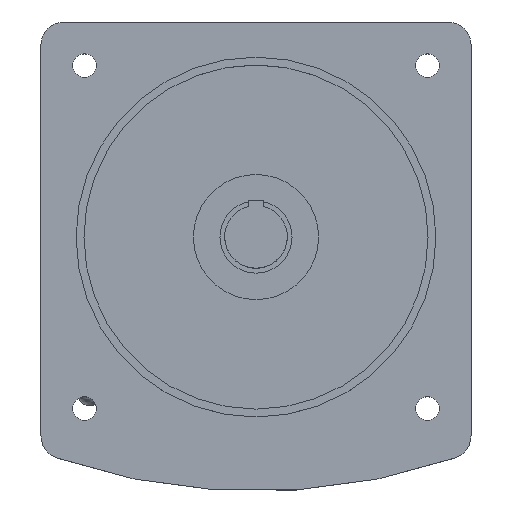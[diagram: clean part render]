
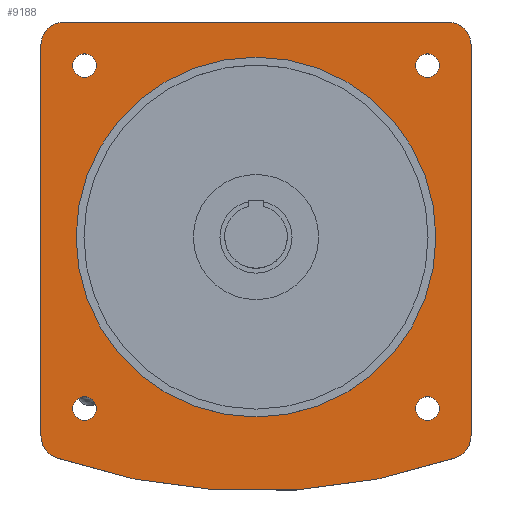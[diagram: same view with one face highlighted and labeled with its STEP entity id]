
A CAD part, top view. The second image highlights one B-rep face of the part: STEP entity #9188.
In plain terms, the highlighted planar face has unit normal (0, 0, 1).
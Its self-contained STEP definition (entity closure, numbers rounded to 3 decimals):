
#32=PLANE($,#9840);
#592=LINE($,#13500,#1680);
#593=LINE($,#13504,#1681);
#594=LINE($,#13508,#1682);
#1680=VECTOR($,#10813,249.464);
#1681=VECTOR($,#10816,245.);
#1682=VECTOR($,#10819,249.464);
#2716=FACE_BOUND($,#3390,.T.);
#2717=FACE_BOUND($,#3391,.T.);
#2718=FACE_BOUND($,#3392,.T.);
#2719=FACE_BOUND($,#3393,.T.);
#2720=FACE_BOUND($,#3394,.T.);
#2827=FACE_OUTER_BOUND($,#3389,.T.);
#3389=EDGE_LOOP($,(#6649,#6650,#6651,#6652,#6653,#6654,#6655,#6656));
#3390=EDGE_LOOP($,(#6657));
#3391=EDGE_LOOP($,(#6658));
#3392=EDGE_LOOP($,(#6659));
#3393=EDGE_LOOP($,(#6660));
#3394=EDGE_LOOP($,(#6661));
#4010=CIRCLE($,#9737,7.5);
#4012=CIRCLE($,#9740,7.5);
#4014=CIRCLE($,#9743,7.5);
#4016=CIRCLE($,#9746,7.5);
#4020=CIRCLE($,#9752,115.);
#4099=CIRCLE($,#9841,15.);
#4100=CIRCLE($,#9842,15.);
#4101=CIRCLE($,#9843,15.);
#4102=CIRCLE($,#9844,390.625);
#4103=CIRCLE($,#9845,15.);
#4245=VERTEX_POINT($,#13176);
#4247=VERTEX_POINT($,#13181);
#4249=VERTEX_POINT($,#13186);
#4251=VERTEX_POINT($,#13191);
#4255=VERTEX_POINT($,#13201);
#4395=VERTEX_POINT($,#13498);
#4396=VERTEX_POINT($,#13499);
#4397=VERTEX_POINT($,#13501);
#4398=VERTEX_POINT($,#13503);
#4399=VERTEX_POINT($,#13505);
#4400=VERTEX_POINT($,#13507);
#4401=VERTEX_POINT($,#13509);
#4402=VERTEX_POINT($,#13511);
#5143=EDGE_CURVE($,#4245,#4245,#4010,.T.);
#5145=EDGE_CURVE($,#4247,#4247,#4012,.T.);
#5147=EDGE_CURVE($,#4249,#4249,#4014,.T.);
#5149=EDGE_CURVE($,#4251,#4251,#4016,.T.);
#5153=EDGE_CURVE($,#4255,#4255,#4020,.T.);
#5300=EDGE_CURVE($,#4395,#4396,#592,.T.);
#5301=EDGE_CURVE($,#4396,#4397,#4099,.T.);
#5302=EDGE_CURVE($,#4397,#4398,#593,.T.);
#5303=EDGE_CURVE($,#4398,#4399,#4100,.T.);
#5304=EDGE_CURVE($,#4399,#4400,#594,.T.);
#5305=EDGE_CURVE($,#4400,#4401,#4101,.T.);
#5306=EDGE_CURVE($,#4401,#4402,#4102,.T.);
#5307=EDGE_CURVE($,#4402,#4395,#4103,.T.);
#6649=ORIENTED_EDGE($,*,*,#5300,.T.);
#6650=ORIENTED_EDGE($,*,*,#5301,.T.);
#6651=ORIENTED_EDGE($,*,*,#5302,.T.);
#6652=ORIENTED_EDGE($,*,*,#5303,.T.);
#6653=ORIENTED_EDGE($,*,*,#5304,.T.);
#6654=ORIENTED_EDGE($,*,*,#5305,.T.);
#6655=ORIENTED_EDGE($,*,*,#5306,.T.);
#6656=ORIENTED_EDGE($,*,*,#5307,.T.);
#6657=ORIENTED_EDGE($,*,*,#5153,.F.);
#6658=ORIENTED_EDGE($,*,*,#5143,.F.);
#6659=ORIENTED_EDGE($,*,*,#5145,.F.);
#6660=ORIENTED_EDGE($,*,*,#5147,.F.);
#6661=ORIENTED_EDGE($,*,*,#5149,.F.);
#9188=ADVANCED_FACE($,(#2827,#2716,#2717,#2718,#2719,#2720),#32,.T.);
#9737=AXIS2_PLACEMENT_3D($,#13177,#10537,#10538);
#9740=AXIS2_PLACEMENT_3D($,#13182,#10543,#10544);
#9743=AXIS2_PLACEMENT_3D($,#13187,#10549,#10550);
#9746=AXIS2_PLACEMENT_3D($,#13192,#10555,#10556);
#9752=AXIS2_PLACEMENT_3D($,#13202,#10567,#10568);
#9840=AXIS2_PLACEMENT_3D($,#13497,#10811,#10812);
#9841=AXIS2_PLACEMENT_3D($,#13502,#10814,#10815);
#9842=AXIS2_PLACEMENT_3D($,#13506,#10817,#10818);
#9843=AXIS2_PLACEMENT_3D($,#13510,#10820,#10821);
#9844=AXIS2_PLACEMENT_3D($,#13512,#10822,#10823);
#9845=AXIS2_PLACEMENT_3D($,#13513,#10824,#10825);
#10537=DIRECTION('center_axis',(0.,0.,1.));
#10538=DIRECTION('ref_axis',(0.,1.,0.));
#10543=DIRECTION('center_axis',(0.,0.,1.));
#10544=DIRECTION('ref_axis',(-1.,0.,0.));
#10549=DIRECTION('center_axis',(0.,0.,1.));
#10550=DIRECTION('ref_axis',(0.,-1.,0.));
#10555=DIRECTION('center_axis',(0.,0.,1.));
#10556=DIRECTION('ref_axis',(1.,0.,0.));
#10567=DIRECTION('center_axis',(0.,0.,1.));
#10568=DIRECTION('ref_axis',(1.,0.,0.));
#10811=DIRECTION('center_axis',(0.,0.,1.));
#10812=DIRECTION('ref_axis',(1.,0.,0.));
#10813=DIRECTION($,(0.,1.,0.));
#10814=DIRECTION('center_axis',(0.,0.,1.));
#10815=DIRECTION('ref_axis',(1.,0.,0.));
#10816=DIRECTION($,(-1.,0.,0.));
#10817=DIRECTION('center_axis',(0.,0.,1.));
#10818=DIRECTION('ref_axis',(1.,0.,0.));
#10819=DIRECTION($,(0.,-1.,0.));
#10820=DIRECTION('center_axis',(0.,0.,1.));
#10821=DIRECTION('ref_axis',(1.,0.,0.));
#10822=DIRECTION('center_axis',(0.,0.,1.));
#10823=DIRECTION('ref_axis',(1.,0.,0.));
#10824=DIRECTION('center_axis',(0.,0.,1.));
#10825=DIRECTION('ref_axis',(1.,0.,0.));
#13176=CARTESIAN_POINT('',(-109.602,117.102,0.));
#13177=CARTESIAN_POINT('Origin',(-109.602,109.602,0.));
#13181=CARTESIAN_POINT('',(-117.102,-109.602,0.));
#13182=CARTESIAN_POINT('Origin',(-109.602,-109.602,0.));
#13186=CARTESIAN_POINT('',(109.602,-117.102,0.));
#13187=CARTESIAN_POINT('Origin',(109.602,-109.602,0.));
#13191=CARTESIAN_POINT('',(117.102,109.602,0.));
#13192=CARTESIAN_POINT('Origin',(109.602,109.602,0.));
#13201=CARTESIAN_POINT('',(-115.,0.,0.));
#13202=CARTESIAN_POINT('Origin',(0.,0.,0.));
#13497=CARTESIAN_POINT('Origin',(0.,228.125,0.));
#13498=CARTESIAN_POINT('',(137.5,-126.964,0.));
#13499=CARTESIAN_POINT('',(137.5,122.5,0.));
#13500=CARTESIAN_POINT($,(137.5,137.5,0.));
#13501=CARTESIAN_POINT('',(122.5,137.5,0.));
#13502=CARTESIAN_POINT('Origin',(122.5,122.5,0.));
#13503=CARTESIAN_POINT('',(-122.5,137.5,0.));
#13504=CARTESIAN_POINT($,(-137.5,137.5,0.));
#13505=CARTESIAN_POINT('',(-137.5,122.5,0.));
#13506=CARTESIAN_POINT('Origin',(-122.5,122.5,0.));
#13507=CARTESIAN_POINT('',(-137.5,-126.964,0.));
#13508=CARTESIAN_POINT($,(-137.5,137.5,0.));
#13509=CARTESIAN_POINT('',(-127.392,-141.143,0.));
#13510=CARTESIAN_POINT('Origin',(-122.5,-126.964,0.));
#13511=CARTESIAN_POINT('',(127.392,-141.143,0.));
#13512=CARTESIAN_POINT('Origin',(0.,228.125,0.));
#13513=CARTESIAN_POINT('Origin',(122.5,-126.964,0.));
